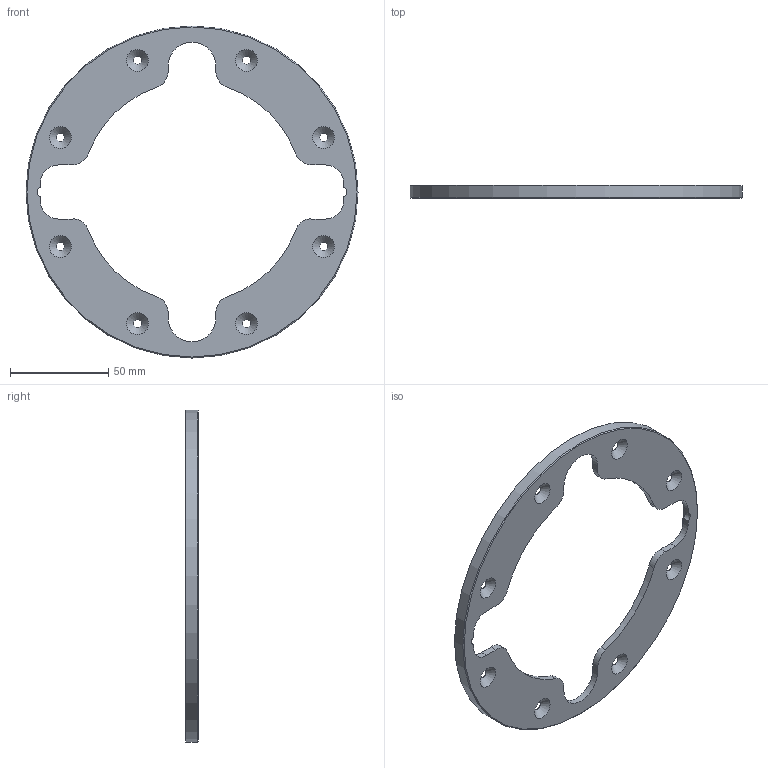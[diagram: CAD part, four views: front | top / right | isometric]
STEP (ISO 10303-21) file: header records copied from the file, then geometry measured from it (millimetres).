
FILE_DESCRIPTION(/* description */ (''),/* implementation_level */ '2;1');
FILE_NAME(/* name */ 'Clamp Ring.stp',/* time_stamp */ '2025-10-14T11:23:21-04:00',/* author */ ('mayhe'),/* organization */ (''),/* preprocessor_version */ 'ST-DEVELOPER v20',/* originating_system */ 'Autodesk Inventor 2025',/* authorisation */ '');
FILE_SCHEMA (('AUTOMOTIVE_DESIGN { 1 0 10303 214 3 1 1 }'));
Length unit declared in the file: millimetre
Products named in the file (1): Clamp Ring
Bounding box: 169 x 6.5 x 169 mm (x, y, z)
Volume: 41314.1 mm3; surface area: 27438.8 mm2
Topology: 1 solids, 1 shells, 46 faces, 129 edges, 86 vertices
Faces by surface type: cylinder 22, plane 15, cone 9
Full cylindrical faces by diameter (mm): 161 x1, 169 x1
Entity records: 1594 total; most frequent: DIRECTION 285, CARTESIAN_POINT 262, ORIENTED_EDGE 258, EDGE_CURVE 129, AXIS2_PLACEMENT_3D 109, VERTEX_POINT 86, LINE 67, VECTOR 67
